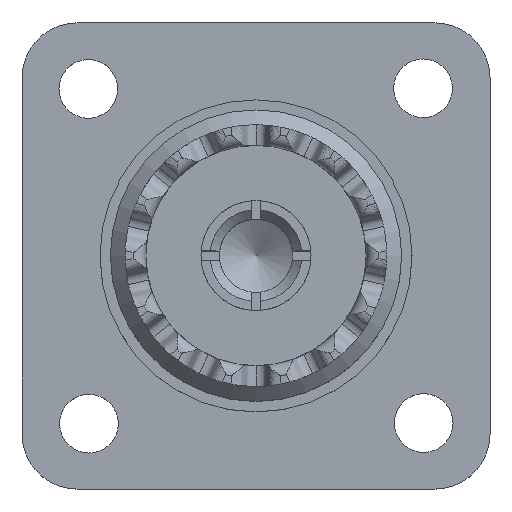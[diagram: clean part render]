
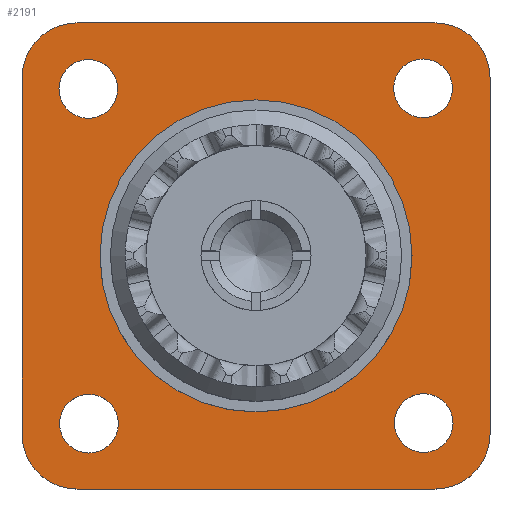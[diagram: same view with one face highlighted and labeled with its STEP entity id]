
A CAD part, top view. The second image highlights one B-rep face of the part: STEP entity #2191.
In plain terms, the highlighted planar face has unit normal (0, 0, 1).
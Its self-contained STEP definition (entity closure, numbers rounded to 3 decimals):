
#73=FACE_BOUND('',#390,.T.);
#74=FACE_BOUND('',#391,.T.);
#75=FACE_BOUND('',#392,.T.);
#76=FACE_BOUND('',#393,.T.);
#77=FACE_BOUND('',#394,.T.);
#151=PLANE('',#2395);
#260=FACE_OUTER_BOUND('',#389,.T.);
#389=EDGE_LOOP('',(#1957,#1958,#1959,#1960,#1961,#1962,#1963,#1964));
#390=EDGE_LOOP('',(#1965));
#391=EDGE_LOOP('',(#1966));
#392=EDGE_LOOP('',(#1967));
#393=EDGE_LOOP('',(#1968));
#394=EDGE_LOOP('',(#1969));
#614=LINE('',#5396,#729);
#618=LINE('',#5408,#733);
#622=LINE('',#5420,#737);
#625=LINE('',#5429,#740);
#729=VECTOR('',#2832,19.4);
#733=VECTOR('',#2844,19.5);
#737=VECTOR('',#2856,19.4);
#740=VECTOR('',#2867,19.5);
#836=CIRCLE('',#2381,3.);
#838=CIRCLE('',#2385,3.);
#840=CIRCLE('',#2389,3.);
#842=CIRCLE('',#2393,3.);
#843=CIRCLE('',#2396,8.5);
#844=CIRCLE('',#2397,1.6);
#845=CIRCLE('',#2398,1.6);
#846=CIRCLE('',#2399,1.6);
#847=CIRCLE('',#2400,1.6);
#1045=VERTEX_POINT('',#5386);
#1046=VERTEX_POINT('',#5388);
#1048=VERTEX_POINT('',#5394);
#1050=VERTEX_POINT('',#5400);
#1052=VERTEX_POINT('',#5406);
#1054=VERTEX_POINT('',#5412);
#1056=VERTEX_POINT('',#5418);
#1058=VERTEX_POINT('',#5424);
#1059=VERTEX_POINT('',#5431);
#1060=VERTEX_POINT('',#5433);
#1061=VERTEX_POINT('',#5435);
#1062=VERTEX_POINT('',#5437);
#1063=VERTEX_POINT('',#5439);
#1346=EDGE_CURVE('',#1045,#1046,#836,.T.);
#1350=EDGE_CURVE('',#1048,#1045,#614,.T.);
#1353=EDGE_CURVE('',#1050,#1048,#838,.T.);
#1356=EDGE_CURVE('',#1052,#1050,#618,.T.);
#1359=EDGE_CURVE('',#1054,#1052,#840,.T.);
#1362=EDGE_CURVE('',#1056,#1054,#622,.T.);
#1365=EDGE_CURVE('',#1058,#1056,#842,.T.);
#1367=EDGE_CURVE('',#1046,#1058,#625,.T.);
#1368=EDGE_CURVE('',#1059,#1059,#843,.T.);
#1369=EDGE_CURVE('',#1060,#1060,#844,.T.);
#1370=EDGE_CURVE('',#1061,#1061,#845,.T.);
#1371=EDGE_CURVE('',#1062,#1062,#846,.T.);
#1372=EDGE_CURVE('',#1063,#1063,#847,.T.);
#1957=ORIENTED_EDGE('',*,*,#1346,.F.);
#1958=ORIENTED_EDGE('',*,*,#1350,.F.);
#1959=ORIENTED_EDGE('',*,*,#1353,.F.);
#1960=ORIENTED_EDGE('',*,*,#1356,.F.);
#1961=ORIENTED_EDGE('',*,*,#1359,.F.);
#1962=ORIENTED_EDGE('',*,*,#1362,.F.);
#1963=ORIENTED_EDGE('',*,*,#1365,.F.);
#1964=ORIENTED_EDGE('',*,*,#1367,.F.);
#1965=ORIENTED_EDGE('',*,*,#1368,.T.);
#1966=ORIENTED_EDGE('',*,*,#1369,.T.);
#1967=ORIENTED_EDGE('',*,*,#1370,.T.);
#1968=ORIENTED_EDGE('',*,*,#1371,.T.);
#1969=ORIENTED_EDGE('',*,*,#1372,.T.);
#2191=ADVANCED_FACE('',(#260,#73,#74,#75,#76,#77),#151,.F.);
#2381=AXIS2_PLACEMENT_3D('',#5389,#2825,#2826);
#2385=AXIS2_PLACEMENT_3D('',#5402,#2838,#2839);
#2389=AXIS2_PLACEMENT_3D('',#5414,#2850,#2851);
#2393=AXIS2_PLACEMENT_3D('',#5426,#2862,#2863);
#2395=AXIS2_PLACEMENT_3D('',#5430,#2868,#2869);
#2396=AXIS2_PLACEMENT_3D('',#5432,#2870,#2871);
#2397=AXIS2_PLACEMENT_3D('',#5434,#2872,#2873);
#2398=AXIS2_PLACEMENT_3D('',#5436,#2874,#2875);
#2399=AXIS2_PLACEMENT_3D('',#5438,#2876,#2877);
#2400=AXIS2_PLACEMENT_3D('',#5440,#2878,#2879);
#2825=DIRECTION('center_axis',(0.,0.,-1.));
#2826=DIRECTION('ref_axis',(-1.,0.,0.));
#2832=DIRECTION('',(0.,-1.,0.));
#2838=DIRECTION('center_axis',(0.,0.,-1.));
#2839=DIRECTION('ref_axis',(1.,0.,0.));
#2844=DIRECTION('',(1.,0.,0.));
#2850=DIRECTION('center_axis',(0.,0.,-1.));
#2851=DIRECTION('ref_axis',(-1.,0.,0.));
#2856=DIRECTION('',(0.,1.,0.));
#2862=DIRECTION('center_axis',(0.,0.,-1.));
#2863=DIRECTION('ref_axis',(-1.,0.,0.));
#2867=DIRECTION('',(-1.,0.,0.));
#2868=DIRECTION('center_axis',(0.,0.,-1.));
#2869=DIRECTION('ref_axis',(-1.,0.,0.));
#2870=DIRECTION('center_axis',(0.,0.,-1.));
#2871=DIRECTION('ref_axis',(-1.,0.,0.));
#2872=DIRECTION('center_axis',(0.,0.,-1.));
#2873=DIRECTION('ref_axis',(-1.,0.,0.));
#2874=DIRECTION('center_axis',(0.,0.,-1.));
#2875=DIRECTION('ref_axis',(-1.,0.,0.));
#2876=DIRECTION('center_axis',(0.,0.,-1.));
#2877=DIRECTION('ref_axis',(-1.,0.,0.));
#2878=DIRECTION('center_axis',(0.,0.,-1.));
#2879=DIRECTION('ref_axis',(-1.,0.,0.));
#5386=CARTESIAN_POINT('',(12.75,-9.7,1.559));
#5388=CARTESIAN_POINT('',(9.75,-12.7,1.559));
#5389=CARTESIAN_POINT('Origin',(9.75,-9.7,1.559));
#5394=CARTESIAN_POINT('',(12.75,9.7,1.559));
#5396=CARTESIAN_POINT('',(12.75,9.7,1.559));
#5400=CARTESIAN_POINT('',(9.75,12.7,1.559));
#5402=CARTESIAN_POINT('Origin',(9.75,9.7,1.559));
#5406=CARTESIAN_POINT('',(-9.75,12.7,1.559));
#5408=CARTESIAN_POINT('',(-9.75,12.7,1.559));
#5412=CARTESIAN_POINT('',(-12.75,9.7,1.559));
#5414=CARTESIAN_POINT('Origin',(-9.75,9.7,1.559));
#5418=CARTESIAN_POINT('',(-12.75,-9.7,1.559));
#5420=CARTESIAN_POINT('',(-12.75,-9.7,1.559));
#5424=CARTESIAN_POINT('',(-9.75,-12.7,1.559));
#5426=CARTESIAN_POINT('Origin',(-9.75,-9.7,1.559));
#5429=CARTESIAN_POINT('',(9.75,-12.7,1.559));
#5430=CARTESIAN_POINT('Origin',(9.75,-9.7,1.559));
#5431=CARTESIAN_POINT('',(8.5,0.,1.559));
#5432=CARTESIAN_POINT('Origin',(0.,0.,
1.559));
#5433=CARTESIAN_POINT('',(10.702,9.138,1.559));
#5434=CARTESIAN_POINT('Origin',(9.102,9.138,1.559));
#5435=CARTESIAN_POINT('',(10.738,-9.102,1.559));
#5436=CARTESIAN_POINT('Origin',(9.138,-9.102,1.559));
#5437=CARTESIAN_POINT('',(-7.502,-9.138,1.559));
#5438=CARTESIAN_POINT('Origin',(-9.102,-9.138,1.559));
#5439=CARTESIAN_POINT('',(-7.538,9.102,1.559));
#5440=CARTESIAN_POINT('Origin',(-9.138,9.102,1.559));
